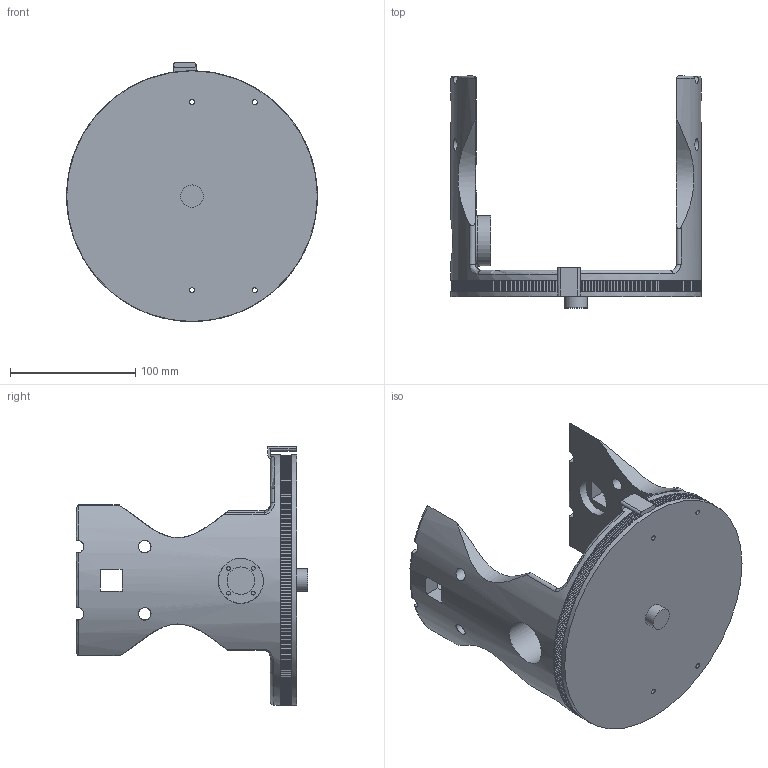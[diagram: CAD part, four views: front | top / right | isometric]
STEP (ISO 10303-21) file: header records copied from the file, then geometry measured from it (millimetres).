
FILE_DESCRIPTION(/* description */ ('STEP AP242','CAx-IF Rec.Pracs.---Representation and Presentation of Product Manufacturing Information (PMI)---4.0---2014-10-13','CAx-IF Rec.Pracs.---3D Tessellated Geometry---0.4---2014-09-14','2;1'),/* implementation_level */ '2;1');
FILE_NAME(/* name */ '6883d1ca131c1c42fe6ebda4',/* time_stamp */ '2025-07-25T18:49:46Z',/* author */ (''),/* organization */ (''),/* preprocessor_version */ 'ST-DEVELOPER v20',/* originating_system */ 'ONSHAPE BY PTC INC, 1.201',/* authorisation */ ' ');
FILE_SCHEMA (('AP242_MANAGED_MODEL_BASED_3D_ENGINEERING_MIM_LF { 1 0 10303 442 1 1 4 }'));
Length unit declared in the file: metre
Products named in the file (1): Base
Bounding box: 200 x 185 x 206.64 mm (x, y, z)
Volume: 1084803.4 mm3; surface area: 156753.2 mm2
Topology: 1 solids, 1 shells, 611 faces, 1800 edges, 1197 vertices
Faces by surface type: cylinder 559, plane 33, torus 10, bspline 9
Full cylindrical faces by diameter (mm): 3.05 x4, 4 x4, 10 x4, 18 x1, 22 x1, 30 x2, 36 x1, 40 x1, 200 x2
Entity records: 21792 total; most frequent: CARTESIAN_POINT 4583, DIRECTION 4037, ORIENTED_EDGE 3546, EDGE_CURVE 1773, AXIS2_PLACEMENT_3D 1720, VERTEX_POINT 1190, CIRCLE 1116, EDGE_LOOP 667
